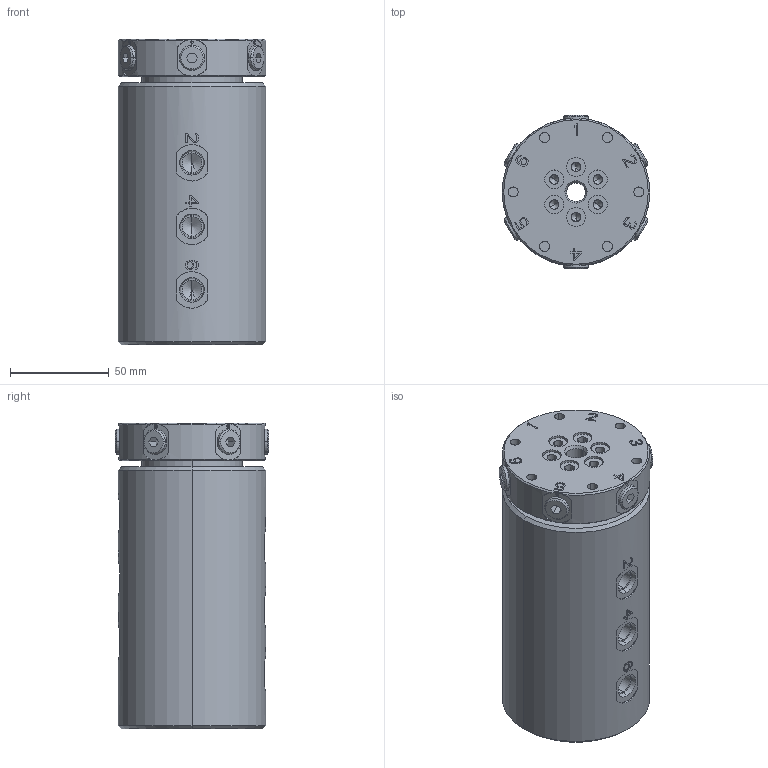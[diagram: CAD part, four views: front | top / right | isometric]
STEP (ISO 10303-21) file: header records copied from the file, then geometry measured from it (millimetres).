
FILE_DESCRIPTION((''),'2;1');
FILE_NAME('ILC32624601','2023-02-19T07:49:36',('Jweaver'),(''),'CREO PARAMETRIC BY PTC INC, 2021164','CREO PARAMETRIC BY PTC INC, 2021164','');
FILE_SCHEMA(('AUTOMOTIVE_DESIGN { 1 0 10303 214 1 1 1 1 }'));
Length unit declared in the file: inch
Products named in the file (1): ILC32624601
Bounding box: 74.6 x 77.64 x 154.79 mm (x, y, z)
Volume: 632568 mm3; surface area: 65157.3 mm2
Topology: 1 solids, 1 shells, 961 faces, 2690 edges, 1771 vertices
Faces by surface type: plane 725, cylinder 144, cone 88, torus 4
Entity records: 32132 total; most frequent: CARTESIAN_POINT 6570, ORIENTED_EDGE 5304, DIRECTION 4753, EDGE_CURVE 2652, VECTOR 2052, LINE 2052, VERTEX_POINT 1771, AXIS2_PLACEMENT_3D 1349
